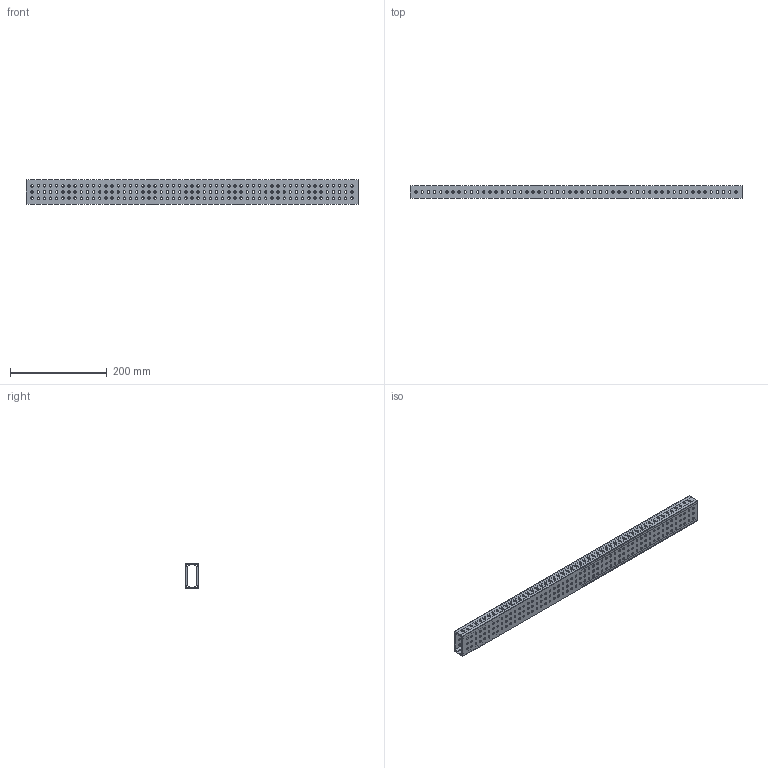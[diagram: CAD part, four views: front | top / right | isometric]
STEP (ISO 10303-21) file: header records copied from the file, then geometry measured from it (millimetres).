
FILE_DESCRIPTION(/* description */ ('STEP AP214'),/* implementation_level */ '2;1');
FILE_NAME(/* name */ '65c589cf5f58383adc4ca7c3',/* time_stamp */ '2024-02-09T02:11:28Z',/* author */ (''),/* organization */ (''),/* preprocessor_version */ 'ST-DEVELOPER v19.4',/* originating_system */ ' ',/* authorisation */ ' ');
FILE_SCHEMA (('AUTOMOTIVE_DESIGN {1 0 10303 214 3 1 1}'));
Length unit declared in the file: metre
Products named in the file (1): Tube 2"x1"x27"
Bounding box: 685.8 x 25.4 x 50.8 mm (x, y, z)
Volume: 214656.3 mm3; surface area: 245562.7 mm2
Topology: 1 solids, 1 shells, 466 faces, 1392 edges, 928 vertices
Faces by surface type: cylinder 444, plane 22
Full cylindrical faces by diameter (mm): 4.978 x424
Entity records: 15850 total; most frequent: DIRECTION 2790, CARTESIAN_POINT 2363, ORIENTED_EDGE 1936, EDGE_LOOP 1748, FACE_BOUND 1748, AXIS2_PLACEMENT_3D 1355, EDGE_CURVE 968, VERTEX_POINT 928
